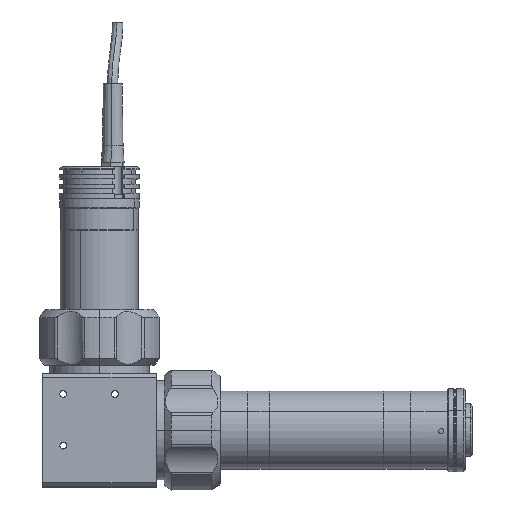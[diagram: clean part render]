
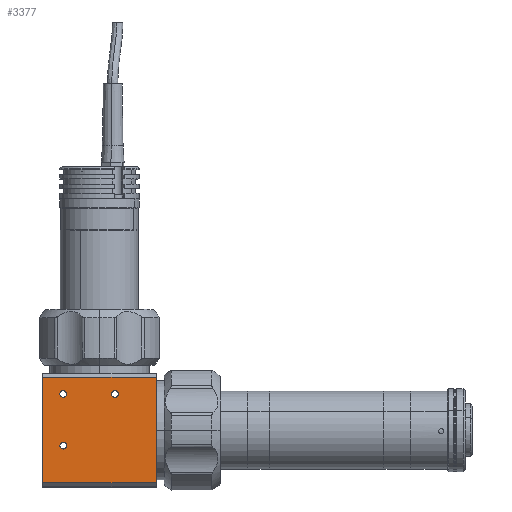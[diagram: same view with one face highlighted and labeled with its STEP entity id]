
A CAD part, top view. The second image highlights one B-rep face of the part: STEP entity #3377.
In plain terms, the highlighted planar face has unit normal (0, 0, 1).
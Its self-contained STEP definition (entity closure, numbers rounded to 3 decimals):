
#94 = ORIENTED_EDGE ( 'NONE', *, *, #2242, .T. ) ;
#163 = VERTEX_POINT ( 'NONE', #16484 ) ;
#236 = CARTESIAN_POINT ( 'NONE',  ( 0., 0., 32. ) ) ;
#468 = ORIENTED_EDGE ( 'NONE', *, *, #15143, .F. ) ;
#574 = CARTESIAN_POINT ( 'NONE',  ( -27.5, 25.5, 32. ) ) ;
#1016 = CARTESIAN_POINT ( 'NONE',  ( 7.5, 17.5, 32. ) ) ;
#1649 = DIRECTION ( 'NONE',  ( -1., 0., 0. ) ) ;
#1765 = EDGE_CURVE ( 'NONE', #13592, #17308, #10662, .T. ) ;
#1914 = DIRECTION ( 'NONE',  ( 0., 0., 1. ) ) ;
#2242 = EDGE_CURVE ( 'NONE', #9654, #15560, #14397, .T. ) ;
#2443 = ORIENTED_EDGE ( 'NONE', *, *, #1765, .F. ) ;
#2445 = DIRECTION ( 'NONE',  ( 1., 0., 0. ) ) ;
#2450 = CARTESIAN_POINT ( 'NONE',  ( -27.5, -25.5, 32. ) ) ;
#2629 = ORIENTED_EDGE ( 'NONE', *, *, #13917, .T. ) ;
#2876 = DIRECTION ( 'NONE',  ( 1., 0., 0. ) ) ;
#3207 = VECTOR ( 'NONE', #16889, 1000. ) ;
#3222 = DIRECTION ( 'NONE',  ( 0., 0., 1. ) ) ;
#3249 = FACE_OUTER_BOUND ( 'NONE', #4689, .T. ) ;
#3377 = ADVANCED_FACE ( 'NONE', ( #3700, #18139, #14468, #3249 ), #12863, .F. ) ;
#3623 = CARTESIAN_POINT ( 'NONE',  ( -17.5, 17.5, 32. ) ) ;
#3700 = FACE_BOUND ( 'NONE', #10299, .T. ) ;
#3829 = AXIS2_PLACEMENT_3D ( 'NONE', #15006, #6597, #16402 ) ;
#3842 = CARTESIAN_POINT ( 'NONE',  ( -15.85, 17.5, 32. ) ) ;
#3928 = CIRCLE ( 'NONE', #7368, 1.65 ) ;
#4115 = CARTESIAN_POINT ( 'NONE',  ( 0., 25.5, 32. ) ) ;
#4219 = ORIENTED_EDGE ( 'NONE', *, *, #15374, .T. ) ;
#4349 = DIRECTION ( 'NONE',  ( 0., 0., 1. ) ) ;
#4689 = EDGE_LOOP ( 'NONE', ( #2629, #94, #6659, #4219 ) ) ;
#4884 = ORIENTED_EDGE ( 'NONE', *, *, #12351, .F. ) ;
#4952 = CARTESIAN_POINT ( 'NONE',  ( 27.5, -27.5, 32. ) ) ;
#5026 = DIRECTION ( 'NONE',  ( 1., 0., 0. ) ) ;
#5041 = CIRCLE ( 'NONE', #15688, 1.65 ) ;
#5054 = EDGE_CURVE ( 'NONE', #16425, #15993, #14148, .T. ) ;
#5112 = LINE ( 'NONE', #10960, #16299 ) ;
#6597 = DIRECTION ( 'NONE',  ( 0., 0., 1. ) ) ;
#6659 = ORIENTED_EDGE ( 'NONE', *, *, #8696, .T. ) ;
#6840 = AXIS2_PLACEMENT_3D ( 'NONE', #236, #10119, #1649 ) ;
#6966 = LINE ( 'NONE', #4115, #3207 ) ;
#7067 = EDGE_CURVE ( 'NONE', #15993, #16425, #5041, .T. ) ;
#7101 = CIRCLE ( 'NONE', #14768, 1.65 ) ;
#7368 = AXIS2_PLACEMENT_3D ( 'NONE', #1016, #10930, #2445 ) ;
#8184 = DIRECTION ( 'NONE',  ( 0., -1., 0. ) ) ;
#8608 = VERTEX_POINT ( 'NONE', #574 ) ;
#8696 = EDGE_CURVE ( 'NONE', #15560, #11057, #11075, .T. ) ;
#8944 = EDGE_LOOP ( 'NONE', ( #4884, #2443 ) ) ;
#9654 = VERTEX_POINT ( 'NONE', #2450 ) ;
#10119 = DIRECTION ( 'NONE',  ( 0., 0., -1. ) ) ;
#10217 = AXIS2_PLACEMENT_3D ( 'NONE', #12803, #4349, #14212 ) ;
#10299 = EDGE_LOOP ( 'NONE', ( #12768, #15137 ) ) ;
#10383 = CARTESIAN_POINT ( 'NONE',  ( -17.5, -7.5, 32. ) ) ;
#10662 = CIRCLE ( 'NONE', #10217, 1.65 ) ;
#10930 = DIRECTION ( 'NONE',  ( 0., 0., 1. ) ) ;
#10960 = CARTESIAN_POINT ( 'NONE',  ( -27.5, -27.5, 32. ) ) ;
#11057 = VERTEX_POINT ( 'NONE', #16052 ) ;
#11075 = LINE ( 'NONE', #4952, #12815 ) ;
#11685 = CARTESIAN_POINT ( 'NONE',  ( -17.5, 17.5, 32. ) ) ;
#11800 = DIRECTION ( 'NONE',  ( 1., 0., 0. ) ) ;
#12351 = EDGE_CURVE ( 'NONE', #17308, #13592, #3928, .T. ) ;
#12607 = CARTESIAN_POINT ( 'NONE',  ( 0., -25.5, 32. ) ) ;
#12693 = CIRCLE ( 'NONE', #3829, 1.65 ) ;
#12768 = ORIENTED_EDGE ( 'NONE', *, *, #5054, .F. ) ;
#12803 = CARTESIAN_POINT ( 'NONE',  ( 7.5, 17.5, 32. ) ) ;
#12815 = VECTOR ( 'NONE', #13375, 1000. ) ;
#12863 = PLANE ( 'NONE',  #6840 ) ;
#13069 = CARTESIAN_POINT ( 'NONE',  ( -19.15, -7.5, 32. ) ) ;
#13073 = DIRECTION ( 'NONE',  ( 1., 0., 0. ) ) ;
#13375 = DIRECTION ( 'NONE',  ( 0., 1., 0. ) ) ;
#13450 = DIRECTION ( 'NONE',  ( 0., 0., 1. ) ) ;
#13592 = VERTEX_POINT ( 'NONE', #16935 ) ;
#13917 = EDGE_CURVE ( 'NONE', #8608, #9654, #5112, .T. ) ;
#14148 = CIRCLE ( 'NONE', #16204, 1.65 ) ;
#14212 = DIRECTION ( 'NONE',  ( 1., 0., 0. ) ) ;
#14239 = EDGE_CURVE ( 'NONE', #16723, #163, #7101, .T. ) ;
#14397 = LINE ( 'NONE', #12607, #18075 ) ;
#14468 = FACE_BOUND ( 'NONE', #17821, .T. ) ;
#14768 = AXIS2_PLACEMENT_3D ( 'NONE', #10383, #1914, #11800 ) ;
#14868 = CARTESIAN_POINT ( 'NONE',  ( -19.15, 17.5, 32. ) ) ;
#15006 = CARTESIAN_POINT ( 'NONE',  ( -17.5, -7.5, 32. ) ) ;
#15137 = ORIENTED_EDGE ( 'NONE', *, *, #7067, .F. ) ;
#15143 = EDGE_CURVE ( 'NONE', #163, #16723, #12693, .T. ) ;
#15374 = EDGE_CURVE ( 'NONE', #11057, #8608, #6966, .T. ) ;
#15560 = VERTEX_POINT ( 'NONE', #16019 ) ;
#15688 = AXIS2_PLACEMENT_3D ( 'NONE', #3623, #13450, #5026 ) ;
#15808 = ORIENTED_EDGE ( 'NONE', *, *, #14239, .F. ) ;
#15993 = VERTEX_POINT ( 'NONE', #14868 ) ;
#16019 = CARTESIAN_POINT ( 'NONE',  ( 27.5, -25.5, 32. ) ) ;
#16052 = CARTESIAN_POINT ( 'NONE',  ( 27.5, 25.5, 32. ) ) ;
#16204 = AXIS2_PLACEMENT_3D ( 'NONE', #11685, #3222, #13073 ) ;
#16299 = VECTOR ( 'NONE', #8184, 1000. ) ;
#16378 = CARTESIAN_POINT ( 'NONE',  ( 9.15, 17.5, 32. ) ) ;
#16402 = DIRECTION ( 'NONE',  ( 1., 0., 0. ) ) ;
#16425 = VERTEX_POINT ( 'NONE', #3842 ) ;
#16484 = CARTESIAN_POINT ( 'NONE',  ( -15.85, -7.5, 32. ) ) ;
#16723 = VERTEX_POINT ( 'NONE', #13069 ) ;
#16889 = DIRECTION ( 'NONE',  ( -1., 0., 0. ) ) ;
#16935 = CARTESIAN_POINT ( 'NONE',  ( 5.85, 17.5, 32. ) ) ;
#17308 = VERTEX_POINT ( 'NONE', #16378 ) ;
#17821 = EDGE_LOOP ( 'NONE', ( #468, #15808 ) ) ;
#18075 = VECTOR ( 'NONE', #2876, 1000. ) ;
#18139 = FACE_BOUND ( 'NONE', #8944, .T. ) ;
